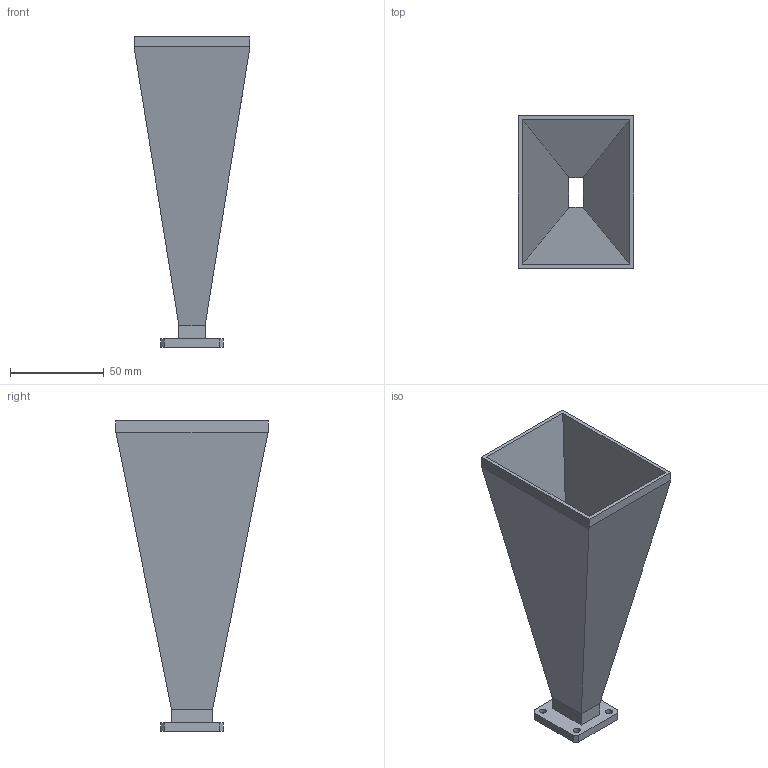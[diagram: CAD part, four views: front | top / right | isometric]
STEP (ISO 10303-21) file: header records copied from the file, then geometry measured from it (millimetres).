
FILE_DESCRIPTION (( 'STEP AP214' ), '1' );
FILE_NAME ('FMWAN062-20.step', '2021-09-15T18:12:30', ( '' ), ( '' ), 'SwSTEP 2.0', 'SolidWorks 2021', '' );
FILE_SCHEMA (( 'AUTOMOTIVE_DESIGN' ));
Length unit declared in the file: millimetre
Products named in the file (1): FMWAN062-20
Bounding box: 61.4 x 81.38 x 165 mm (x, y, z)
Volume: 91905.2 mm3; surface area: 56626.5 mm2
Topology: 1 solids, 1 shells, 42 faces, 117 edges, 79 vertices
Faces by surface type: plane 34, cylinder 8
Entity records: 1411 total; most frequent: CARTESIAN_POINT 254, ORIENTED_EDGE 234, DIRECTION 214, EDGE_CURVE 117, VECTOR 96, LINE 96, VERTEX_POINT 79, AXIS2_PLACEMENT_3D 59
